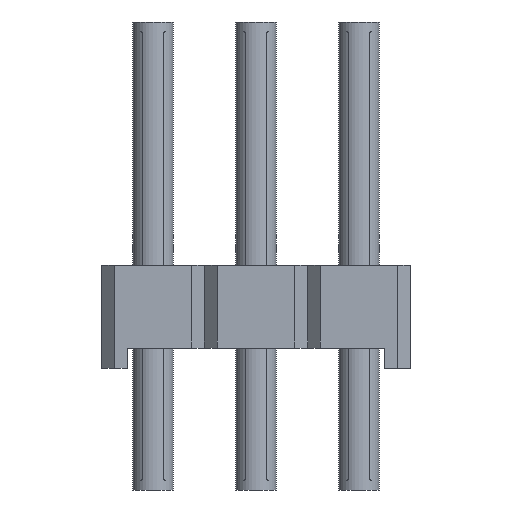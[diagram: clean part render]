
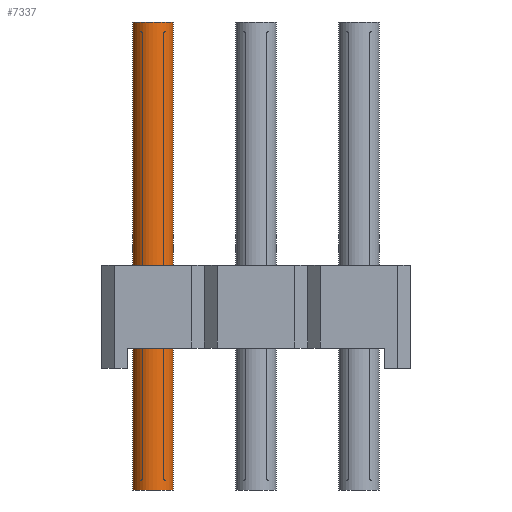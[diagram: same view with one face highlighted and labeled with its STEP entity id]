
A CAD part, left-side view. The second image highlights one B-rep face of the part: STEP entity #7337.
In plain terms, the highlighted cylindrical face has radius 0.5 mm (diameter 1 mm), a full revolution.
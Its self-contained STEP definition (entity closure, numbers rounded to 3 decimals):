
#155=CIRCLE('',#7758,0.5);
#156=CIRCLE('',#7759,0.5);
#432=CYLINDRICAL_SURFACE('',#7757,0.5);
#677=ORIENTED_EDGE('',*,*,#2815,.F.);
#678=ORIENTED_EDGE('',*,*,#2816,.T.);
#2815=EDGE_CURVE('',#3893,#3893,#155,.T.);
#2816=EDGE_CURVE('',#3894,#3894,#156,.T.);
#3893=VERTEX_POINT('',#10693);
#3894=VERTEX_POINT('',#10695);
#6233=EDGE_LOOP('',(#677));
#6234=EDGE_LOOP('',(#678));
#6669=FACE_BOUND('',#6233,.T.);
#6670=FACE_BOUND('',#6234,.T.);
#7337=ADVANCED_FACE('',(#6669,#6670),#432,.F.);
#7757=AXIS2_PLACEMENT_3D('',#10691,#8510,#8511);
#7758=AXIS2_PLACEMENT_3D('',#10692,#8512,#8513);
#7759=AXIS2_PLACEMENT_3D('',#10694,#8514,#8515);
#8510=DIRECTION('',(0.,0.,1.));
#8511=DIRECTION('',(1.,0.,0.));
#8512=DIRECTION('',(0.,0.,-1.));
#8513=DIRECTION('',(1.,0.,0.));
#8514=DIRECTION('',(0.,0.,-1.));
#8515=DIRECTION('',(1.,0.,0.));
#10691=CARTESIAN_POINT('',(0.,0.,0.));
#10692=CARTESIAN_POINT('',(0.,0.,11.54));
#10693=CARTESIAN_POINT('',(0.5,0.,11.54));
#10694=CARTESIAN_POINT('',(0.,0.,0.));
#10695=CARTESIAN_POINT('',(0.5,0.,0.));
